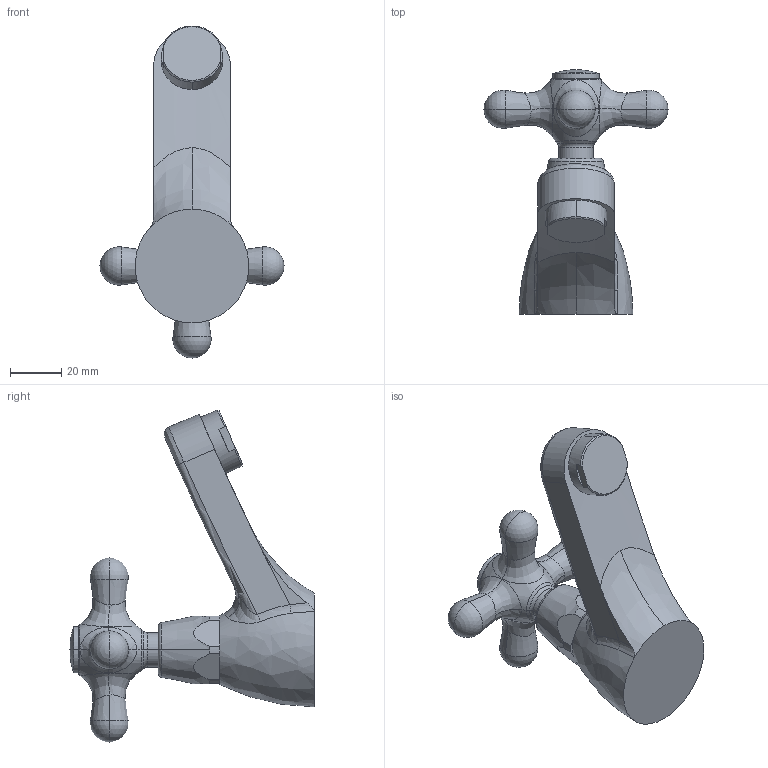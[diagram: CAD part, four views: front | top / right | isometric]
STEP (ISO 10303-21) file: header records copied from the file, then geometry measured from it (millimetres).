
FILE_DESCRIPTION((''),'2;1');
FILE_NAME('IRV090CR','2021-11-10T17:14:09',('ut3'),('PAFFONI SpA'),'CREO PARAMETRIC BY PTC INC, 2020044','CREO PARAMETRIC BY PTC INC, 2020044','');
FILE_SCHEMA(('CONFIG_CONTROL_DESIGN','SHAPE_APPEARANCE_LAYERS_GROUPS'));
Length unit declared in the file: millimetre
Products named in the file (1): IRV090CR
Bounding box: 72 x 95.7 x 129.88 mm (x, y, z)
Volume: 124191.7 mm3; surface area: 21795 mm2
Topology: 1 solids, 1 shells, 108 faces, 261 edges, 146 vertices
Faces by surface type: bspline 33, plane 28, cone 16, cylinder 15, torus 8, sphere 8
Entity records: 6819 total; most frequent: CARTESIAN_POINT 3721, ORIENTED_EDGE 498, DIRECTION 452, EDGE_CURVE 249, AXIS2_PLACEMENT_3D 196, VERTEX_POINT 146, CIRCLE 121, EDGE_LOOP 111
